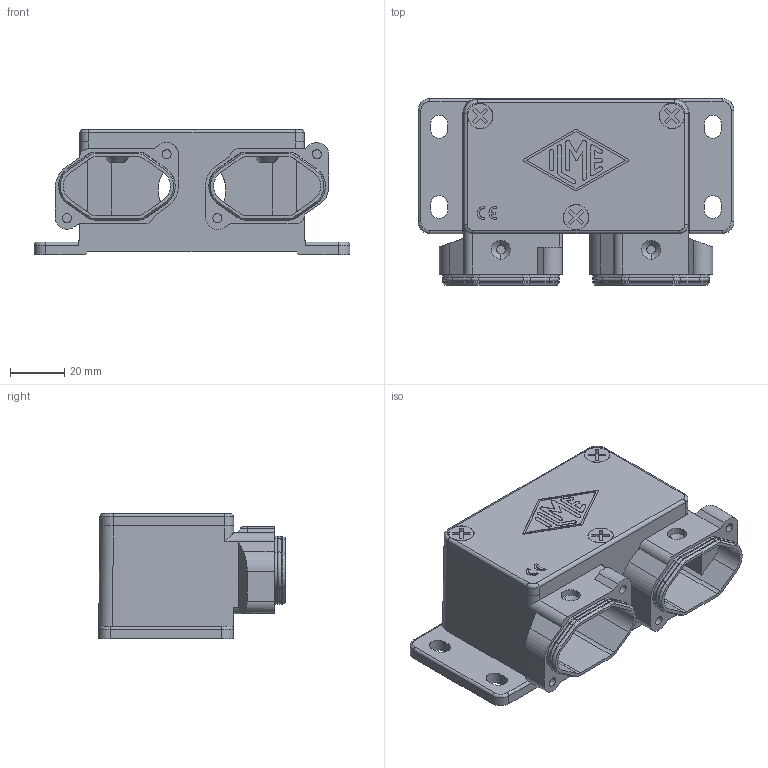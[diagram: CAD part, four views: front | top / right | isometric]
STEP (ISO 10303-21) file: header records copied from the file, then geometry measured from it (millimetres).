
FILE_DESCRIPTION(('Creo Elements/Direct Modeling STEP Export'),'2;1');
FILE_NAME('0ln7uvk59sn7j1p3488','2021-03-25T14:30:24',(''),(''),'Creo Elements/Direct Modeling STEP processor for AP214 (Solid Model)','Creo Elements/Direct Modeling 20.1B 02-Apr-2019 (C) Parametric Technology GmbH','');
FILE_SCHEMA(('AUTOMOTIVE_DESIGN { 1 0 10303 214 1 1 1 1 }'));
Length unit declared in the file: millimetre
Products named in the file (2): MGK_2AP25
Assembly tree (1 placements, depth 2):
  MGK_2AP25
    MGK_2AP25
Bounding box: 116.4 x 68.88 x 46.1 mm (x, y, z)
Volume: 88257.8 mm3; surface area: 47694.5 mm2
Topology: 1 solids, 1 shells, 469 faces, 1274 edges, 835 vertices
Faces by surface type: plane 255, cylinder 161, cone 30, torus 18, extrusion 3, bspline 2
Entity records: 14921 total; most frequent: CARTESIAN_POINT 2733, ORIENTED_EDGE 2548, DIRECTION 2378, EDGE_CURVE 1274, VECTOR 836, VERTEX_POINT 835, LINE 833, AXIS2_PLACEMENT_3D 771
